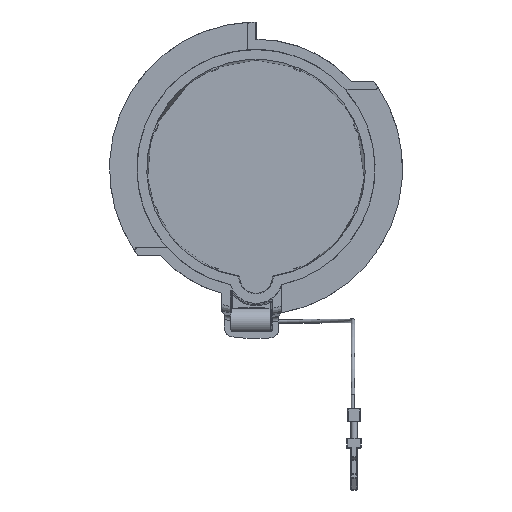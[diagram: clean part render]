
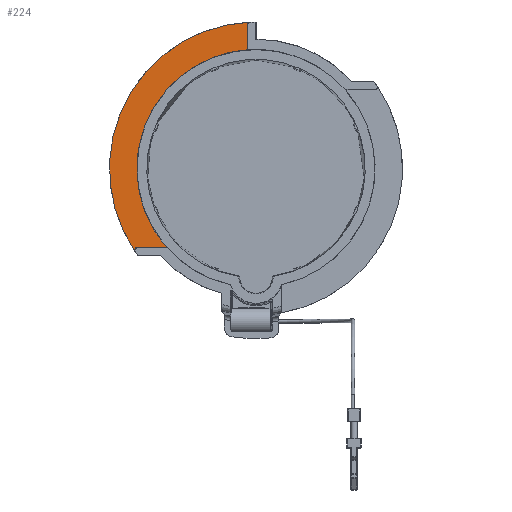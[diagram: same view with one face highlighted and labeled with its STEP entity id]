
A CAD part, top view. The second image highlights one B-rep face of the part: STEP entity #224.
In plain terms, the highlighted planar face has unit normal (0, 0, 1).
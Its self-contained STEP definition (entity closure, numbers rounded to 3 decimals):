
#35 = AXIS2_PLACEMENT_3D ( 'NONE', #10195, #2242, #4969 ) ;
#203 = CARTESIAN_POINT ( 'NONE',  ( 29.868, -29.727, -2.886 ) ) ;
#224 = ADVANCED_FACE ( 'NONE', ( #317 ), #5593, .T. ) ;
#299 = CARTESIAN_POINT ( 'NONE',  ( -1.464, 29.755, -2.887 ) ) ;
#317 = FACE_OUTER_BOUND ( 'NONE', #3921, .T. ) ;
#343 = AXIS2_PLACEMENT_3D ( 'NONE', #203, #3755, #372 ) ;
#348 = CARTESIAN_POINT ( 'NONE',  ( -1.286, 29.822, -2.887 ) ) ;
#372 = DIRECTION ( 'NONE',  ( 1., 0., 0. ) ) ;
#376 = B_SPLINE_CURVE_WITH_KNOTS ( 'NONE', 3,
 ( #6712, #1367, #11251, #8456, #10260, #1308, #3941, #4917, #7467, #559 ),
 .UNSPECIFIED., .F., .F.,
 ( 4, 2, 2, 2, 4 ),
 ( 0., 0.25, 0.5, 0.75, 1. ),
 .UNSPECIFIED. ) ;
#559 = CARTESIAN_POINT ( 'NONE',  ( -24.617, -16.883, -2.886 ) ) ;
#1266 = ORIENTED_EDGE ( 'NONE', *, *, #10172, .F. ) ;
#1308 = CARTESIAN_POINT ( 'NONE',  ( -24.677, -16.424, -2.886 ) ) ;
#1367 = CARTESIAN_POINT ( 'NONE',  ( -24.305, -16.1, -2.886 ) ) ;
#2102 = ORIENTED_EDGE ( 'NONE', *, *, #4204, .F. ) ;
#2242 = DIRECTION ( 'NONE',  ( 0., 0., 1. ) ) ;
#2391 = VERTEX_POINT ( 'NONE', #11184 ) ;
#3013 = AXIS2_PLACEMENT_3D ( 'NONE', #6914, #5159, #10456 ) ;
#3191 = ORIENTED_EDGE ( 'NONE', *, *, #9384, .T. ) ;
#3249 = CARTESIAN_POINT ( 'NONE',  ( -1.22, 29.825, -2.887 ) ) ;
#3561 = VERTEX_POINT ( 'NONE', #11459 ) ;
#3642 = VERTEX_POINT ( 'NONE', #8961 ) ;
#3723 = CARTESIAN_POINT ( 'NONE',  ( -24.617, -16.883, -2.886 ) ) ;
#3755 = DIRECTION ( 'NONE',  ( 0., 0., 1. ) ) ;
#3798 = CARTESIAN_POINT ( 'NONE',  ( -1.7, 29.325, -2.887 ) ) ;
#3853 = CARTESIAN_POINT ( 'NONE',  ( -1.603, 29.623, -2.887 ) ) ;
#3921 = EDGE_LOOP ( 'NONE', ( #10907, #8671, #2102, #1266, #3191, #5484 ) ) ;
#3941 = CARTESIAN_POINT ( 'NONE',  ( -24.705, -16.505, -2.886 ) ) ;
#4166 = CARTESIAN_POINT ( 'NONE',  ( -1.7, 26.753, -2.887 ) ) ;
#4204 = EDGE_CURVE ( 'NONE', #3561, #3642, #10228, .T. ) ;
#4659 = CARTESIAN_POINT ( 'NONE',  ( -1.652, 29.541, -2.887 ) ) ;
#4772 = CARTESIAN_POINT ( 'NONE',  ( -1.517, 29.717, -2.887 ) ) ;
#4778 = EDGE_CURVE ( 'NONE', #9647, #10746, #8750, .T. ) ;
#4810 = LINE ( 'NONE', #5855, #7853 ) ;
#4917 = CARTESIAN_POINT ( 'NONE',  ( -24.705, -16.694, -2.886 ) ) ;
#4969 = DIRECTION ( 'NONE',  ( 0., 1., 0. ) ) ;
#5074 = VERTEX_POINT ( 'NONE', #9284 ) ;
#5159 = DIRECTION ( 'NONE',  ( 0., 0., 1. ) ) ;
#5484 = ORIENTED_EDGE ( 'NONE', *, *, #4778, .T. ) ;
#5593 = PLANE ( 'NONE',  #343 ) ;
#5855 = CARTESIAN_POINT ( 'NONE',  ( -21.157, -16.1, -2.886 ) ) ;
#6184 = LINE ( 'NONE', #4166, #10849 ) ;
#6515 = B_SPLINE_CURVE_WITH_KNOTS ( 'NONE', 3,
 ( #3798, #10753, #9940, #4659, #9994, #3853, #7263, #4772, #299, #8134, #348, #8192 ),
 .UNSPECIFIED., .F., .F.,
 ( 4, 2, 2, 2, 2, 4 ),
 ( 0., 0.25, 0.375, 0.5, 0.75, 1. ),
 .UNSPECIFIED. ) ;
#6712 = CARTESIAN_POINT ( 'NONE',  ( -24.205, -16.1, -2.886 ) ) ;
#6914 = CARTESIAN_POINT ( 'NONE',  ( 0., 0., -2.886 ) ) ;
#7263 = CARTESIAN_POINT ( 'NONE',  ( -1.583, 29.649, -2.887 ) ) ;
#7467 = CARTESIAN_POINT ( 'NONE',  ( -24.674, -16.8, -2.886 ) ) ;
#7853 = VECTOR ( 'NONE', #10328, 1000. ) ;
#8134 = CARTESIAN_POINT ( 'NONE',  ( -1.347, 29.808, -2.887 ) ) ;
#8192 = CARTESIAN_POINT ( 'NONE',  ( -1.22, 29.825, -2.887 ) ) ;
#8456 = CARTESIAN_POINT ( 'NONE',  ( -24.566, -16.242, -2.886 ) ) ;
#8671 = ORIENTED_EDGE ( 'NONE', *, *, #9604, .F. ) ;
#8750 = CIRCLE ( 'NONE', #3013, 29.85 ) ;
#8797 = DIRECTION ( 'NONE',  ( 0., -1., 0. ) ) ;
#8961 = CARTESIAN_POINT ( 'NONE',  ( -18.134, -16.1, -2.886 ) ) ;
#9284 = CARTESIAN_POINT ( 'NONE',  ( -1.7, 29.325, -2.887 ) ) ;
#9384 = EDGE_CURVE ( 'NONE', #5074, #9647, #6515, .T. ) ;
#9604 = EDGE_CURVE ( 'NONE', #3642, #2391, #4810, .T. ) ;
#9647 = VERTEX_POINT ( 'NONE', #3249 ) ;
#9940 = CARTESIAN_POINT ( 'NONE',  ( -1.687, 29.453, -2.887 ) ) ;
#9994 = CARTESIAN_POINT ( 'NONE',  ( -1.638, 29.569, -2.887 ) ) ;
#10172 = EDGE_CURVE ( 'NONE', #5074, #3561, #6184, .T. ) ;
#10195 = CARTESIAN_POINT ( 'NONE',  ( 0., 0., -2.886 ) ) ;
#10228 = CIRCLE ( 'NONE', #35, 24.25 ) ;
#10260 = CARTESIAN_POINT ( 'NONE',  ( -24.617, -16.31, -2.886 ) ) ;
#10328 = DIRECTION ( 'NONE',  ( -1., 0., 0. ) ) ;
#10456 = DIRECTION ( 'NONE',  ( 0., -1., 0. ) ) ;
#10746 = VERTEX_POINT ( 'NONE', #3723 ) ;
#10753 = CARTESIAN_POINT ( 'NONE',  ( -1.7, 29.389, -2.887 ) ) ;
#10849 = VECTOR ( 'NONE', #8797, 1000. ) ;
#10907 = ORIENTED_EDGE ( 'NONE', *, *, #11166, .F. ) ;
#11166 = EDGE_CURVE ( 'NONE', #2391, #10746, #376, .T. ) ;
#11184 = CARTESIAN_POINT ( 'NONE',  ( -24.205, -16.1, -2.886 ) ) ;
#11251 = CARTESIAN_POINT ( 'NONE',  ( -24.41, -16.134, -2.886 ) ) ;
#11459 = CARTESIAN_POINT ( 'NONE',  ( -1.7, 24.19, -2.887 ) ) ;
